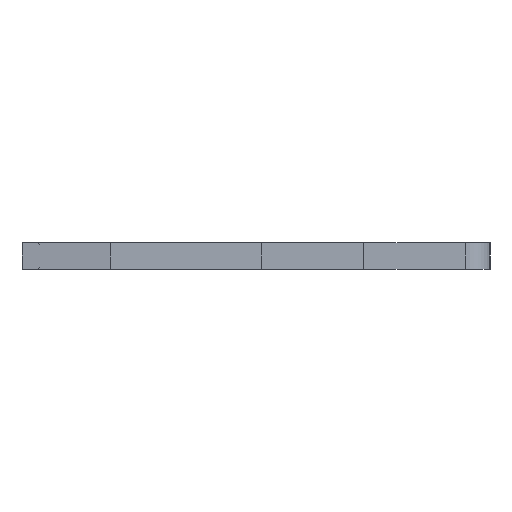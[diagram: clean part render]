
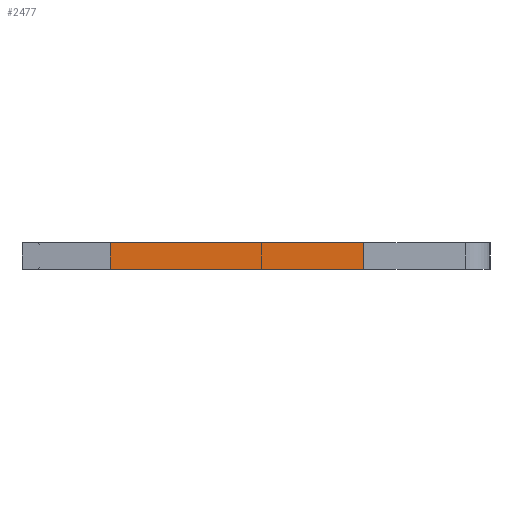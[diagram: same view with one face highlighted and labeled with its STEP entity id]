
A CAD part, left-side view. The second image highlights one B-rep face of the part: STEP entity #2477.
In plain terms, the highlighted face is planar.
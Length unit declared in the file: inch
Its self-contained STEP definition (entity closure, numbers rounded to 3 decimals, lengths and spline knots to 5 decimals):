
#82 = CARTESIAN_POINT ( 'NONE',  ( -0.013, 0.146, -0.0575 ) ) ;
#116 = CARTESIAN_POINT ( 'NONE',  ( 0.013, 0.146, -0.0575 ) ) ;
#181 = DIRECTION ( 'NONE',  ( 0., 1., 0. ) ) ;
#214 = EDGE_CURVE ( 'NONE', #1875, #1144, #414, .T. ) ;
#327 = VECTOR ( 'NONE', #1104, 39.37008 ) ;
#414 = LINE ( 'NONE', #2128, #1858 ) ;
#596 = CARTESIAN_POINT ( 'NONE',  ( 0.013, 0.146, -0.0575 ) ) ;
#601 = DIRECTION ( 'NONE',  ( 0., 0., 1. ) ) ;
#627 = DIRECTION ( 'NONE',  ( 1., 0., 0. ) ) ;
#664 = EDGE_CURVE ( 'NONE', #2069, #1875, #2428, .T. ) ;
#793 = ORIENTED_EDGE ( 'NONE', *, *, #1298, .T. ) ;
#809 = VECTOR ( 'NONE', #1518, 39.37008 ) ;
#824 = VERTEX_POINT ( 'NONE', #1411 ) ;
#826 = PLANE ( 'NONE',  #2338 ) ;
#1023 = ORIENTED_EDGE ( 'NONE', *, *, #1820, .T. ) ;
#1104 = DIRECTION ( 'NONE',  ( 0., 1., 0. ) ) ;
#1144 = VERTEX_POINT ( 'NONE', #1992 ) ;
#1182 = ORIENTED_EDGE ( 'NONE', *, *, #214, .F. ) ;
#1298 = EDGE_CURVE ( 'NONE', #824, #1144, #2455, .T. ) ;
#1304 = DIRECTION ( 'NONE',  ( -1., 0., 0. ) ) ;
#1411 = CARTESIAN_POINT ( 'NONE',  ( -0.013, -0.099, -0.0575 ) ) ;
#1473 = ORIENTED_EDGE ( 'NONE', *, *, #664, .F. ) ;
#1518 = DIRECTION ( 'NONE',  ( -1., 0., 0. ) ) ;
#1595 = CARTESIAN_POINT ( 'NONE',  ( 0.013, 0.146, -0.0575 ) ) ;
#1660 = LINE ( 'NONE', #2513, #809 ) ;
#1820 = EDGE_CURVE ( 'NONE', #2069, #824, #1660, .T. ) ;
#1858 = VECTOR ( 'NONE', #1304, 39.37008 ) ;
#1872 = EDGE_LOOP ( 'NONE', ( #793, #1182, #1473, #1023 ) ) ;
#1875 = VERTEX_POINT ( 'NONE', #116 ) ;
#1992 = CARTESIAN_POINT ( 'NONE',  ( -0.013, 0.146, -0.0575 ) ) ;
#2069 = VERTEX_POINT ( 'NONE', #2315 ) ;
#2126 = FACE_OUTER_BOUND ( 'NONE', #1872, .T. ) ;
#2128 = CARTESIAN_POINT ( 'NONE',  ( 0.013, 0.146, -0.0575 ) ) ;
#2275 = VECTOR ( 'NONE', #181, 39.37008 ) ;
#2315 = CARTESIAN_POINT ( 'NONE',  ( 0.013, -0.099, -0.0575 ) ) ;
#2338 = AXIS2_PLACEMENT_3D ( 'NONE', #1595, #601, #627 ) ;
#2428 = LINE ( 'NONE', #596, #2275 ) ;
#2455 = LINE ( 'NONE', #82, #327 ) ;
#2477 = ADVANCED_FACE ( 'NONE', ( #2126 ), #826, .F. ) ;
#2513 = CARTESIAN_POINT ( 'NONE',  ( 0.013, -0.099, -0.0575 ) ) ;
